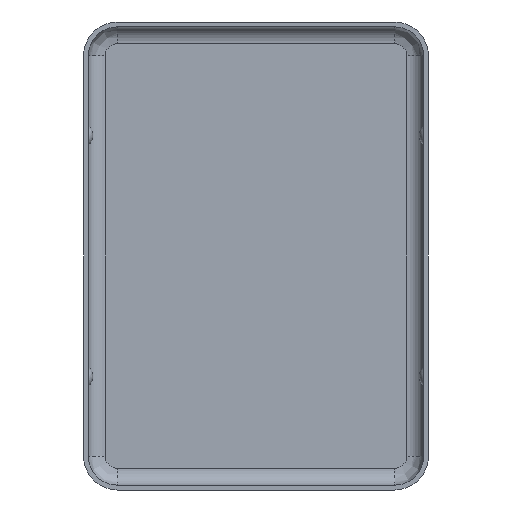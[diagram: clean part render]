
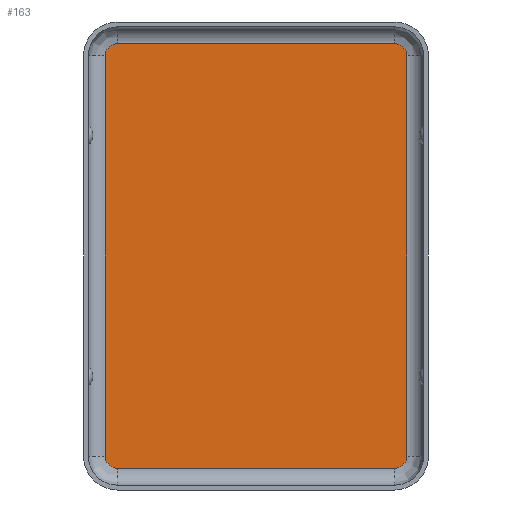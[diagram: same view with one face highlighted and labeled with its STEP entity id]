
A CAD part, front view. The second image highlights one B-rep face of the part: STEP entity #163.
In plain terms, the highlighted planar face has unit normal (0, -1, 0).
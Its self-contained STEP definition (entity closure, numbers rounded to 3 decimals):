
#163 = ADVANCED_FACE( 'NONE', ( #325 ), #326, .T. );
#325 = FACE_OUTER_BOUND( '', #654, .T. );
#326 = PLANE( '', #655 );
#654 = EDGE_LOOP( '', ( #1026, #1027, #1028, #1029, #1030, #1031, #1032, #1033 ) );
#655 = AXIS2_PLACEMENT_3D( '', #1034, #1035, #1036 );
#1026 = ORIENTED_EDGE( '', *, *, #1139, .F. );
#1027 = ORIENTED_EDGE( '', *, *, #1164, .F. );
#1028 = ORIENTED_EDGE( '', *, *, #1186, .F. );
#1029 = ORIENTED_EDGE( '', *, *, #1105, .T. );
#1030 = ORIENTED_EDGE( '', *, *, #1133, .T. );
#1031 = ORIENTED_EDGE( '', *, *, #1189, .F. );
#1032 = ORIENTED_EDGE( '', *, *, #1083, .T. );
#1033 = ORIENTED_EDGE( '', *, *, #1167, .T. );
#1034 = CARTESIAN_POINT( '', ( 5.75, 0., -8.3 ) );
#1035 = DIRECTION( '', ( 0., -1., 0. ) );
#1036 = DIRECTION( '', ( 0., 0., -1. ) );
#1083 = EDGE_CURVE( 'NONE', #1269, #1267, #1270, .T. );
#1105 = EDGE_CURVE( 'NONE', #1303, #1301, #1304, .T. );
#1133 = EDGE_CURVE( 'NONE', #1301, #1344, #1346, .T. );
#1139 = EDGE_CURVE( 'NONE', #1352, #1354, #1355, .T. );
#1164 = EDGE_CURVE( 'NONE', #1384, #1352, #1386, .T. );
#1167 = EDGE_CURVE( 'NONE', #1267, #1354, #1389, .T. );
#1186 = EDGE_CURVE( 'NONE', #1303, #1384, #1409, .T. );
#1189 = EDGE_CURVE( 'NONE', #1269, #1344, #1412, .T. );
#1267 = VERTEX_POINT( 'NONE', #1505 );
#1269 = VERTEX_POINT( 'NONE', #1507 );
#1270 = LINE( '', #1508, #1509 );
#1301 = VERTEX_POINT( 'NONE', #1549 );
#1303 = VERTEX_POINT( 'NONE', #1551 );
#1304 = CIRCLE( '', #1552, 0.5 );
#1344 = VERTEX_POINT( 'NONE', #1602 );
#1346 = LINE( '', #1604, #1605 );
#1352 = VERTEX_POINT( 'NONE', #1611 );
#1354 = VERTEX_POINT( 'NONE', #1613 );
#1355 = LINE( '', #1614, #1615 );
#1384 = VERTEX_POINT( 'NONE', #1652 );
#1386 = CIRCLE( '', #1654, 0.5 );
#1389 = CIRCLE( '', #1657, 0.5 );
#1409 = LINE( '', #1679, #1680 );
#1412 = CIRCLE( '', #1683, 0.5 );
#1505 = CARTESIAN_POINT( '', ( -6.25, 0., -8.3 ) );
#1507 = CARTESIAN_POINT( '', ( -6.25, 0., 8.3 ) );
#1508 = CARTESIAN_POINT( '', ( -6.25, 0., 0. ) );
#1509 = VECTOR( '', #1761, 1000. );
#1549 = CARTESIAN_POINT( '', ( 5.75, 0., 8.8 ) );
#1551 = CARTESIAN_POINT( '', ( 6.25, 0., 8.3 ) );
#1552 = AXIS2_PLACEMENT_3D( '', #1792, #1793, #1794 );
#1602 = CARTESIAN_POINT( '', ( -5.75, 0., 8.8 ) );
#1604 = CARTESIAN_POINT( '', ( 5.75, 0., 8.8 ) );
#1605 = VECTOR( '', #1835, 1000. );
#1611 = CARTESIAN_POINT( '', ( 5.75, 0., -8.8 ) );
#1613 = CARTESIAN_POINT( '', ( -5.75, 0., -8.8 ) );
#1614 = CARTESIAN_POINT( '', ( 5.75, 0., -8.8 ) );
#1615 = VECTOR( '', #1845, 1000. );
#1652 = CARTESIAN_POINT( '', ( 6.25, 0., -8.3 ) );
#1654 = AXIS2_PLACEMENT_3D( '', #1878, #1879, #1880 );
#1657 = AXIS2_PLACEMENT_3D( '', #1881, #1882, #1883 );
#1679 = CARTESIAN_POINT( '', ( 6.25, 0., 0. ) );
#1680 = VECTOR( '', #1910, 1000. );
#1683 = AXIS2_PLACEMENT_3D( '', #1911, #1912, #1913 );
#1761 = DIRECTION( '', ( 0., 0., -1. ) );
#1792 = CARTESIAN_POINT( '', ( 5.75, 0., 8.3 ) );
#1793 = DIRECTION( '', ( 0., -1., 0. ) );
#1794 = DIRECTION( '', ( 0., 0., -1. ) );
#1835 = DIRECTION( '', ( -1., 0., 0. ) );
#1845 = DIRECTION( '', ( -1., 0., 0. ) );
#1878 = CARTESIAN_POINT( '', ( 5.75, 0., -8.3 ) );
#1879 = DIRECTION( '', ( 0., 1., 0. ) );
#1880 = DIRECTION( '', ( 0., 0., 1. ) );
#1881 = CARTESIAN_POINT( '', ( -5.75, 0., -8.3 ) );
#1882 = DIRECTION( '', ( 0., -1., 0. ) );
#1883 = DIRECTION( '', ( 0., 0., 1. ) );
#1910 = DIRECTION( '', ( 0., 0., -1. ) );
#1911 = CARTESIAN_POINT( '', ( -5.75, 0., 8.3 ) );
#1912 = DIRECTION( '', ( 0., 1., 0. ) );
#1913 = DIRECTION( '', ( 0., 0., -1. ) );
